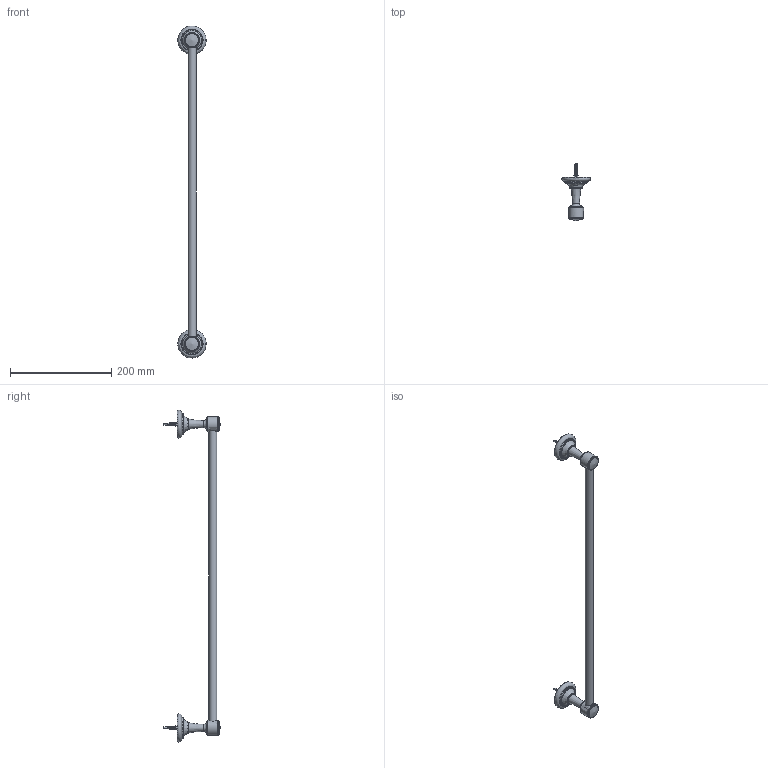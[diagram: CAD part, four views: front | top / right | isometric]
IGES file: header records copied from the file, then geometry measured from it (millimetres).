
Global section: file name: N9767; native system: Autodesk Inventor 2020; preprocessor: unknown; author: adaniels; date: 20220802.092553; units: millimetre
Bounding box: 55.93 x 112 x 656 mm (x, y, z)
Volume: 114009.1 mm3; surface area: 96858.2 mm2
Topology: 13 solids, 13 shells, 616 faces, 1792 edges, 1204 vertices
Faces by surface type: bspline 616
